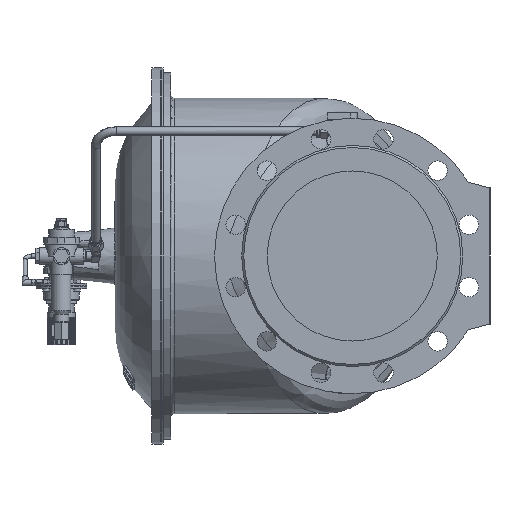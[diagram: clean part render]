
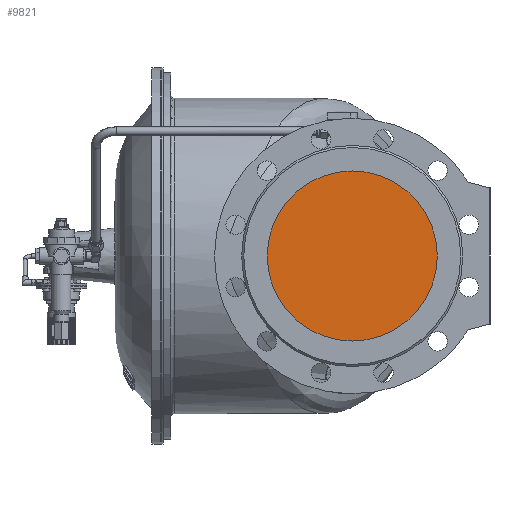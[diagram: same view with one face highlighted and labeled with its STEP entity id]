
A CAD part, left-side view. The second image highlights one B-rep face of the part: STEP entity #9821.
In plain terms, the highlighted planar face has unit normal (-1, 0, 0).
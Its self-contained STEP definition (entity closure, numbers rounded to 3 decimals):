
#2649 = CIRCLE ( 'NONE', #16495, 125. ) ;
#9821 = ADVANCED_FACE ( 'NONE', ( #14552 ), #14910, .T. ) ;
#14552 = FACE_OUTER_BOUND ( 'NONE', #40318, .T. ) ;
#14906 = CARTESIAN_POINT ( 'NONE',  ( -360., 125., 0. ) ) ;
#14910 = PLANE ( 'NONE',  #32010 ) ;
#14912 = DIRECTION ( 'NONE',  ( -1., 0., 0. ) ) ;
#14913 = DIRECTION ( 'NONE',  ( 0., 0., 1. ) ) ;
#15840 = CARTESIAN_POINT ( 'NONE',  ( -360., 0., 0. ) ) ;
#15842 = DIRECTION ( 'NONE',  ( -1., 0., 0. ) ) ;
#15844 = DIRECTION ( 'NONE',  ( 0., 0., 1. ) ) ;
#16495 = AXIS2_PLACEMENT_3D ( 'NONE', #15840, #15842, #15844 ) ;
#17870 = VERTEX_POINT ( 'NONE', #20815 ) ;
#20815 = CARTESIAN_POINT ( 'NONE',  ( -360., 0., 125. ) ) ;
#27247 = ORIENTED_EDGE ( 'NONE', *, *, #37610, .T. ) ;
#32010 = AXIS2_PLACEMENT_3D ( 'NONE', #14906, #14912, #14913 ) ;
#37610 = EDGE_CURVE ( 'NONE', #17870, #17870, #2649, .T. ) ;
#40318 = EDGE_LOOP ( 'NONE', ( #27247 ) ) ;
